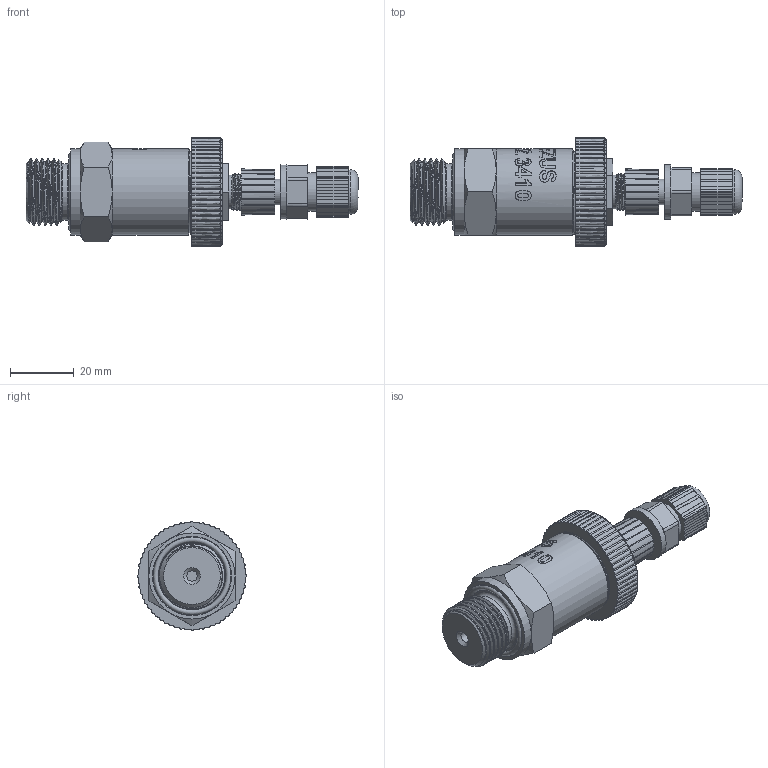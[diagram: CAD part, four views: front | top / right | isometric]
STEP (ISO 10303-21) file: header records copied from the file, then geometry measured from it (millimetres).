
FILE_DESCRIPTION(/* description */ (''),/* implementation_level */ '2;1');
FILE_NAME(/* name */ 'APZ3410_3_M12x1-straight.step',/* time_stamp */ '2021-06-17T12:46:05+03:00',/* author */ (''),/* organization */ (''),/* preprocessor_version */ 'ST-DEVELOPER v18.1',/* originating_system */ 'Autodesk Translation Framework v10.9.0.1377',/* authorisation */ '');
FILE_SCHEMA (('AUTOMOTIVE_DESIGN { 1 0 10303 214 3 1 1 }'));
Products named in the file (6): APZ3410_x_y; OMAL nut M27x1.5 v8; M12x1 male v16; Ш100.000.002 v4; M12x1 female straight v9; G 1/2 DIN
Assembly tree (5 placements, depth 2):
  APZ3410_x_y
    OMAL nut M27x1.5 v8
    M12x1 male v16
    Ш100.000.002 v4
    M12x1 female straight v9
    G 1/2 DIN
Bounding box: 104.02 x 34 x 34 mm (x, y, z)
Volume: 42241.6 mm3; surface area: 18675.7 mm2
Topology: 17 solids, 17 shells, 913 faces, 2534 edges, 1695 vertices
Faces by surface type: bspline 454, plane 261, cylinder 139, cone 48, torus 11
Full cylindrical faces by diameter (mm): 1 x12, 1.5 x4, 3.3 x1, 7.3 x1, 8 x3, 8.2 x1, 10.293 x1, 10.6 x2, 10.741 x6, 11.884 x5, 12 x1, 14 x2, 14.137 x4, 14.526 x3, 15.85 x3, 16.203 x3, 17 x1, 17.8 x1, 18.631 x5, 21.2 x1, 21.4 x2, 22.3 x1, 24.4 x1, 24.5 x1, 25.132 x4, 25.526 x4, 26.85 x3, 27 x2, 27.208 x5
Entity records: 53133 total; most frequent: CARTESIAN_POINT 33216, ORIENTED_EDGE 5068, EDGE_CURVE 2534, DIRECTION 2506, VERTEX_POINT 1695, B_SPLINE_CURVE_WITH_KNOTS 1195, EDGE_LOOP 971, LINE 944
